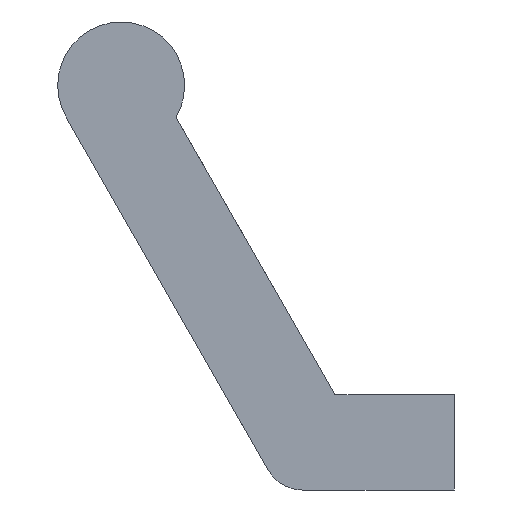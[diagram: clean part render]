
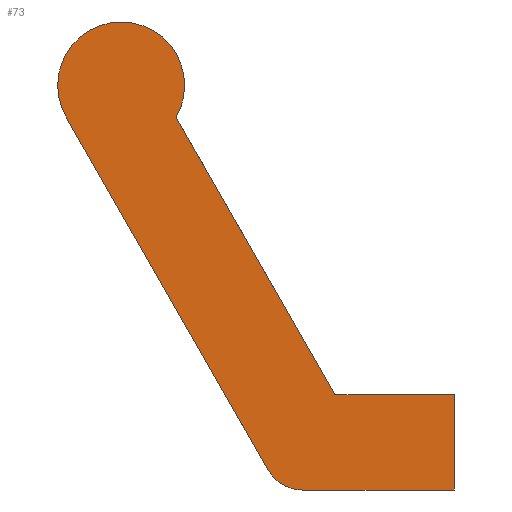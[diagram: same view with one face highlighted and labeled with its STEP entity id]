
A CAD part, left-side view. The second image highlights one B-rep face of the part: STEP entity #73.
In plain terms, the highlighted planar face has unit normal (-1, 0, 0).
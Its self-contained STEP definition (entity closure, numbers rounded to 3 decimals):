
#73 = ADVANCED_FACE( '', ( #153 ), #154, .F. );
#153 = FACE_OUTER_BOUND( '', #227, .T. );
#154 = PLANE( '', #228 );
#227 = EDGE_LOOP( '', ( #358, #359, #360, #361, #362, #363, #364 ) );
#228 = AXIS2_PLACEMENT_3D( '', #365, #366, #367 );
#358 = ORIENTED_EDGE( '', *, *, #423, .F. );
#359 = ORIENTED_EDGE( '', *, *, #428, .F. );
#360 = ORIENTED_EDGE( '', *, *, #448, .F. );
#361 = ORIENTED_EDGE( '', *, *, #441, .F. );
#362 = ORIENTED_EDGE( '', *, *, #396, .F. );
#363 = ORIENTED_EDGE( '', *, *, #405, .F. );
#364 = ORIENTED_EDGE( '', *, *, #438, .F. );
#365 = CARTESIAN_POINT( '', ( 0., 42., 45. ) );
#366 = DIRECTION( '', ( 1., 0., 0. ) );
#367 = DIRECTION( '', ( 0., 0., -1. ) );
#396 = EDGE_CURVE( '', #456, #457, #458, .T. );
#405 = EDGE_CURVE( '', #473, #456, #474, .T. );
#423 = EDGE_CURVE( '', #500, #501, #502, .T. );
#428 = EDGE_CURVE( '', #509, #500, #510, .T. );
#438 = EDGE_CURVE( '', #501, #473, #523, .T. );
#441 = EDGE_CURVE( '', #457, #526, #527, .T. );
#448 = EDGE_CURVE( '', #526, #509, #534, .T. );
#456 = VERTEX_POINT( '', #542 );
#457 = VERTEX_POINT( '', #543 );
#458 = LINE( '', #544, #545 );
#473 = VERTEX_POINT( '', #565 );
#474 = LINE( '', #566, #567 );
#500 = VERTEX_POINT( '', #600 );
#501 = VERTEX_POINT( '', #601 );
#502 = LINE( '', #602, #603 );
#509 = VERTEX_POINT( '', #613 );
#510 = CIRCLE( '', #614, 5. );
#523 = CIRCLE( '', #628, 8. );
#526 = VERTEX_POINT( '', #631 );
#527 = LINE( '', #632, #633 );
#534 = LINE( '', #642, #643 );
#542 = CARTESIAN_POINT( '', ( 0., 15.045, 6. ) );
#543 = CARTESIAN_POINT( '', ( 0., 0., 6. ) );
#544 = CARTESIAN_POINT( '', ( 0., 15.045, 6. ) );
#545 = VECTOR( '', #652, 1000. );
#565 = CARTESIAN_POINT( '', ( 0., 35.085, 40.977 ) );
#566 = CARTESIAN_POINT( '', ( 0., 35.085, 40.977 ) );
#567 = VECTOR( '', #664, 1000. );
#600 = CARTESIAN_POINT( '', ( 0., 23.441, -3.486 ) );
#601 = CARTESIAN_POINT( '', ( 0., 48.941, 41.023 ) );
#602 = CARTESIAN_POINT( '', ( 0., 23.441, -3.486 ) );
#603 = VECTOR( '', #687, 1000. );
#613 = CARTESIAN_POINT( '', ( 0., 19.102, -6. ) );
#614 = AXIS2_PLACEMENT_3D( '', #691, #692, #693 );
#628 = AXIS2_PLACEMENT_3D( '', #707, #708, #709 );
#631 = CARTESIAN_POINT( '', ( 0., 0., -6. ) );
#632 = CARTESIAN_POINT( '', ( 0., 0., 6. ) );
#633 = VECTOR( '', #713, 1000. );
#642 = CARTESIAN_POINT( '', ( 0., 0., -6. ) );
#643 = VECTOR( '', #716, 1000. );
#652 = DIRECTION( '', ( 0., -1., 0. ) );
#664 = DIRECTION( '', ( 0., -0.497, -0.868 ) );
#687 = DIRECTION( '', ( 0., 0.497, 0.868 ) );
#691 = CARTESIAN_POINT( '', ( 0., 19.102, -1. ) );
#692 = DIRECTION( '', ( 1., 0., 0. ) );
#693 = DIRECTION( '', ( 0., 0., -1. ) );
#707 = CARTESIAN_POINT( '', ( 0., 42., 45. ) );
#708 = DIRECTION( '', ( 1., 0., 0. ) );
#709 = DIRECTION( '', ( 0., 0., -1. ) );
#713 = DIRECTION( '', ( 0., 0., -1. ) );
#716 = DIRECTION( '', ( 0., 1., 0. ) );
